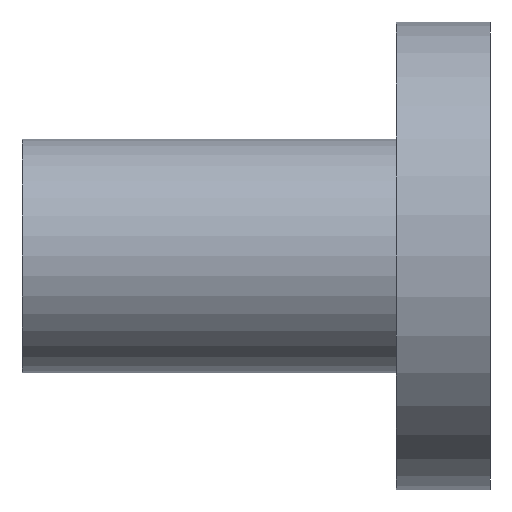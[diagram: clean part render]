
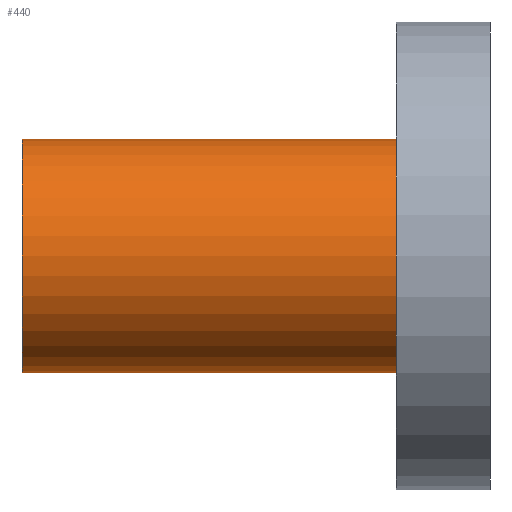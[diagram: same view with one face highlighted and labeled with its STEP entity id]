
A CAD part, left-side view. The second image highlights one B-rep face of the part: STEP entity #440.
In plain terms, the highlighted cylindrical face has radius 6.346 mm (diameter 12.692 mm), a partial arc.
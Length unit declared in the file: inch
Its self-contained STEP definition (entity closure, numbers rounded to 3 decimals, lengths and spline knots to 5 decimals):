
#46 = CARTESIAN_POINT ( 'NONE',  ( 0., 0.2, 0. ) ) ;
#62 = ORIENTED_EDGE ( 'NONE', *, *, #2271, .F. ) ;
#216 = DIRECTION ( 'NONE',  ( 0., -1., 0. ) ) ;
#363 = EDGE_LOOP ( 'NONE', ( #62, #2430, #1590, #2570 ) ) ;
#365 = DIRECTION ( 'NONE',  ( 0., -1., 0. ) ) ;
#388 = VECTOR ( 'NONE', #365, 39.37008 ) ;
#407 = LINE ( 'NONE', #1213, #388 ) ;
#440 = ADVANCED_FACE ( 'NONE', ( #541 ), #477, .T. ) ;
#451 = CIRCLE ( 'NONE', #2502, 0.24985 ) ;
#477 = CYLINDRICAL_SURFACE ( 'NONE', #2129, 0.24985 ) ;
#488 = VERTEX_POINT ( 'NONE', #2233 ) ;
#490 = EDGE_CURVE ( 'NONE', #488, #1127, #451, .T. ) ;
#541 = FACE_OUTER_BOUND ( 'NONE', #363, .T. ) ;
#556 = EDGE_CURVE ( 'NONE', #1640, #488, #407, .T. ) ;
#629 = CARTESIAN_POINT ( 'NONE',  ( 0., 1., 0.24985 ) ) ;
#811 = CARTESIAN_POINT ( 'NONE',  ( 0., 0.2, 0.24985 ) ) ;
#963 = DIRECTION ( 'NONE',  ( 0., 0., -1. ) ) ;
#1099 = CIRCLE ( 'NONE', #1108, 0.24985 ) ;
#1108 = AXIS2_PLACEMENT_3D ( 'NONE', #1204, #2629, #1435 ) ;
#1127 = VERTEX_POINT ( 'NONE', #811 ) ;
#1204 = CARTESIAN_POINT ( 'NONE',  ( 0., 1., 0. ) ) ;
#1213 = CARTESIAN_POINT ( 'NONE',  ( 0., 1., -0.24985 ) ) ;
#1435 = DIRECTION ( 'NONE',  ( 0., 0., 1. ) ) ;
#1590 = ORIENTED_EDGE ( 'NONE', *, *, #556, .T. ) ;
#1640 = VERTEX_POINT ( 'NONE', #2329 ) ;
#1810 = DIRECTION ( 'NONE',  ( 0., -1., 0. ) ) ;
#1906 = VECTOR ( 'NONE', #216, 39.37008 ) ;
#1993 = CARTESIAN_POINT ( 'NONE',  ( 0., 1., 0.24985 ) ) ;
#2129 = AXIS2_PLACEMENT_3D ( 'NONE', #2597, #1810, #963 ) ;
#2177 = EDGE_CURVE ( 'NONE', #1640, #2541, #1099, .T. ) ;
#2233 = CARTESIAN_POINT ( 'NONE',  ( 0., 0.2, -0.24985 ) ) ;
#2271 = EDGE_CURVE ( 'NONE', #2541, #1127, #2529, .T. ) ;
#2309 = DIRECTION ( 'NONE',  ( 0., 1., 0. ) ) ;
#2320 = DIRECTION ( 'NONE',  ( 0., 0., 1. ) ) ;
#2329 = CARTESIAN_POINT ( 'NONE',  ( 0., 1., -0.24985 ) ) ;
#2430 = ORIENTED_EDGE ( 'NONE', *, *, #2177, .F. ) ;
#2502 = AXIS2_PLACEMENT_3D ( 'NONE', #46, #2309, #2320 ) ;
#2529 = LINE ( 'NONE', #629, #1906 ) ;
#2541 = VERTEX_POINT ( 'NONE', #1993 ) ;
#2570 = ORIENTED_EDGE ( 'NONE', *, *, #490, .T. ) ;
#2597 = CARTESIAN_POINT ( 'NONE',  ( 0., 1., 0. ) ) ;
#2629 = DIRECTION ( 'NONE',  ( 0., 1., 0. ) ) ;
